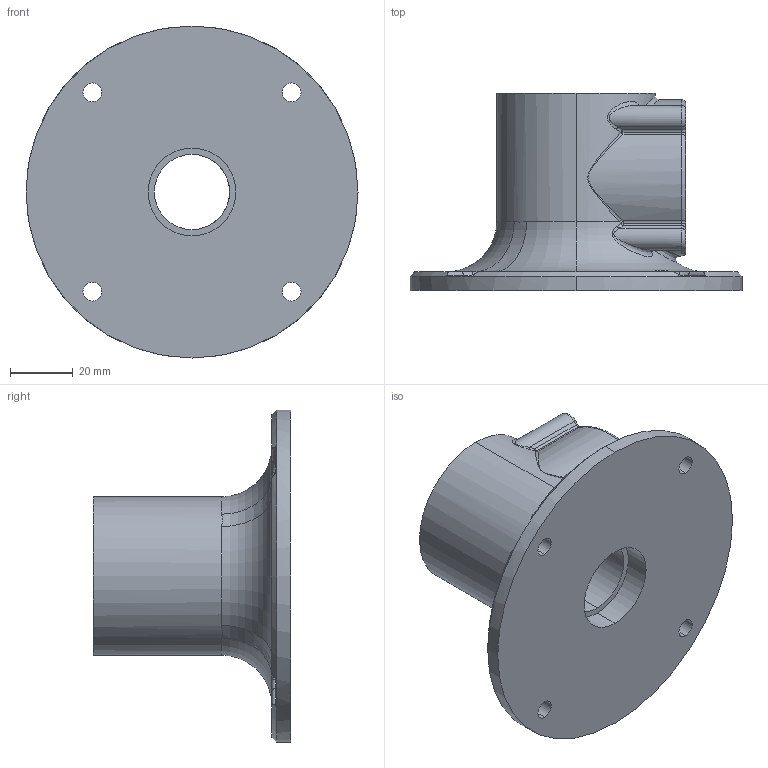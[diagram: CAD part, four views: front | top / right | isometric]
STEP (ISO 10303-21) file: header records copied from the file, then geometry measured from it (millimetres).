
FILE_DESCRIPTION (( 'STEP AP203' ), '1' );
FILE_NAME ('Solidworks_Coupler.STEP', '2025-09-13T17:53:48', ( '' ), ( '' ), 'SwSTEP 2.0', 'SolidWorks 2023', '' );
FILE_SCHEMA (( 'CONFIG_CONTROL_DESIGN' ));
Length unit declared in the file: millimetre
Products named in the file (1): Solidworks_Coupler
Bounding box: 106 x 63 x 106 mm (x, y, z)
Volume: 148723.4 mm3; surface area: 38352.1 mm2
Topology: 1 solids, 1 shells, 204 faces, 490 edges, 291 vertices
Faces by surface type: cylinder 88, plane 38, torus 32, bspline 28, sphere 9, cone 9
Entity records: 11308 total; most frequent: CARTESIAN_POINT 6636, DIRECTION 980, ORIENTED_EDGE 966, EDGE_CURVE 483, AXIS2_PLACEMENT_3D 421, VERTEX_POINT 290, CIRCLE 244, EDGE_LOOP 229
